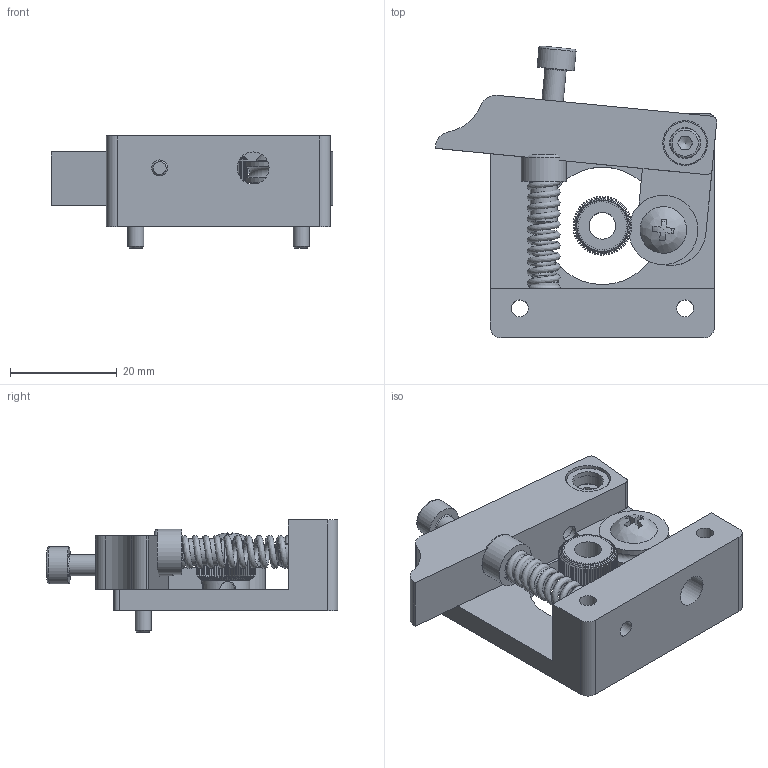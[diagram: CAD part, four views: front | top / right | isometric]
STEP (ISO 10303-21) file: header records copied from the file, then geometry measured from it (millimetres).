
FILE_DESCRIPTION(/* description */ (''),/* implementation_level */ '2;1');
FILE_NAME(/* name */ 'bo mk8 Phai.stp',/* time_stamp */ '2017-11-23T12:09:13+07:00',/* author */ ('Thai'),/* organization */ (''),/* preprocessor_version */ 'ST-DEVELOPER v16.13',/* originating_system */ 'Autodesk Inventor 2018',/* authorisation */ '');
FILE_SCHEMA (('AUTOMOTIVE_DESIGN { 1 0 10303 214 3 1 1 }'));
Length unit declared in the file: millimetre
Products named in the file (10): bo mk8 Phai; mk8 1; mk8 2; banh rang nhua; bac xoay mk8; loxo mk8; DIN 912 - M5 x 8; DIN 912 - M4 x 20; DIN 912 - M3 x 12; ISO 7045 - M3 x 6 - 4.8 - H
Assembly tree (10 placements, depth 2):
  bo mk8 Phai
    mk8 1
    mk8 2
    banh rang nhua
    bac xoay mk8
    loxo mk8
    DIN 912 - M5 x 8
    DIN 912 - M4 x 20
    DIN 912 - M3 x 12
    ISO 7045 - M3 x 6 - 4.8 - H  x2
Bounding box: 52.72 x 54.69 x 21 mm (x, y, z)
Volume: 17848.9 mm3; surface area: 13218.1 mm2
Topology: 10 solids, 10 shells, 520 faces, 1313 edges, 824 vertices
Faces by surface type: plane 220, cone 163, cylinder 111, torus 21, bspline 3, sphere 2
Full cylindrical faces by diameter (mm): 2.729 x2, 3 x9, 3.2 x6, 4 x2, 5 x3, 5.5 x1, 5.8 x1, 6 x3, 6.5 x1, 7 x1, 8 x1, 8.4 x1, 8.5 x1, 9 x1, 13 x2, 22 x1
Entity records: 16376 total; most frequent: CARTESIAN_POINT 4561, DIRECTION 2531, ORIENTED_EDGE 2324, EDGE_CURVE 1162, AXIS2_PLACEMENT_3D 1048, VERTEX_POINT 761, EDGE_LOOP 591, CIRCLE 520
